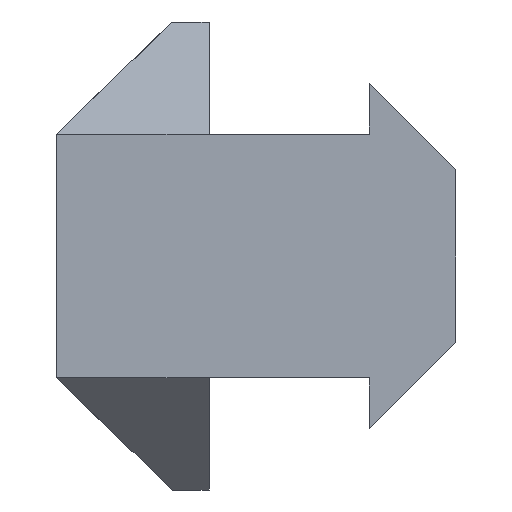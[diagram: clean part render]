
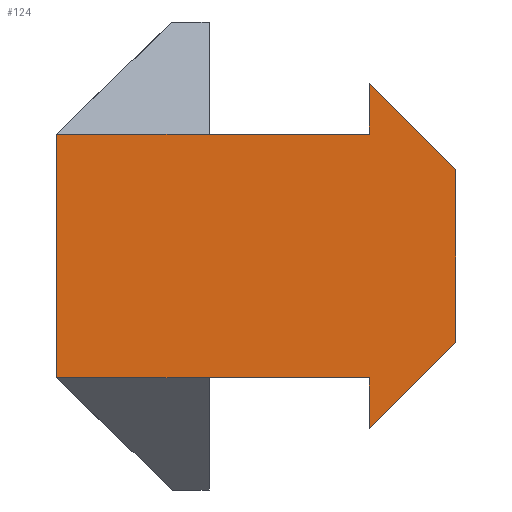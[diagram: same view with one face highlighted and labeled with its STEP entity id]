
A CAD part, left-side view. The second image highlights one B-rep face of the part: STEP entity #124.
In plain terms, the highlighted planar face has unit normal (-1, 0, 0).
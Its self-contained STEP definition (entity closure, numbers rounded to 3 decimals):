
#33 = VERTEX_POINT('',#34);
#34 = CARTESIAN_POINT('',(0.,-3.5,8.45));
#51 = VERTEX_POINT('',#52);
#52 = CARTESIAN_POINT('',(0.,-3.5,1.45));
#58 = EDGE_CURVE('',#33,#51,#59,.T.);
#59 = LINE('',#60,#61);
#60 = CARTESIAN_POINT('',(0.,-3.5,8.45));
#61 = VECTOR('',#62,1.);
#62 = DIRECTION('',(0.,0.,-1.));
#107 = VERTEX_POINT('',#108);
#108 = CARTESIAN_POINT('',(0.,0.,11.95));
#114 = EDGE_CURVE('',#33,#107,#115,.T.);
#115 = LINE('',#116,#117);
#116 = CARTESIAN_POINT('',(0.,-3.5,8.45));
#117 = VECTOR('',#118,1.);
#118 = DIRECTION('',(0.,0.707,0.707));
#124 = ADVANCED_FACE('',(#125),#191,.T.);
#125 = FACE_BOUND('',#126,.T.);
#126 = EDGE_LOOP('',(#127,#128,#136,#144,#152,#160,#168,#176,#184,#190)
  );
#127 = ORIENTED_EDGE('',*,*,#114,.T.);
#128 = ORIENTED_EDGE('',*,*,#129,.F.);
#129 = EDGE_CURVE('',#130,#107,#132,.T.);
#130 = VERTEX_POINT('',#131);
#131 = CARTESIAN_POINT('',(0.,0.,9.9));
#132 = LINE('',#133,#134);
#133 = CARTESIAN_POINT('',(0.,0.,9.9));
#134 = VECTOR('',#135,1.);
#135 = DIRECTION('',(0.,0.,1.));
#136 = ORIENTED_EDGE('',*,*,#137,.T.);
#137 = EDGE_CURVE('',#130,#138,#140,.T.);
#138 = VERTEX_POINT('',#139);
#139 = CARTESIAN_POINT('',(0.,6.5,9.9));
#140 = LINE('',#141,#142);
#141 = CARTESIAN_POINT('',(0.,0.,9.9));
#142 = VECTOR('',#143,1.);
#143 = DIRECTION('',(0.,1.,0.));
#144 = ORIENTED_EDGE('',*,*,#145,.T.);
#145 = EDGE_CURVE('',#138,#146,#148,.T.);
#146 = VERTEX_POINT('',#147);
#147 = CARTESIAN_POINT('',(0.,12.7,9.9));
#148 = LINE('',#149,#150);
#149 = CARTESIAN_POINT('',(0.,6.5,9.9));
#150 = VECTOR('',#151,1.);
#151 = DIRECTION('',(0.,1.,0.));
#152 = ORIENTED_EDGE('',*,*,#153,.T.);
#153 = EDGE_CURVE('',#146,#154,#156,.T.);
#154 = VERTEX_POINT('',#155);
#155 = CARTESIAN_POINT('',(0.,12.7,0.));
#156 = LINE('',#157,#158);
#157 = CARTESIAN_POINT('',(0.,12.7,9.9));
#158 = VECTOR('',#159,1.);
#159 = DIRECTION('',(0.,0.,-1.));
#160 = ORIENTED_EDGE('',*,*,#161,.F.);
#161 = EDGE_CURVE('',#162,#154,#164,.T.);
#162 = VERTEX_POINT('',#163);
#163 = CARTESIAN_POINT('',(0.,6.5,0.));
#164 = LINE('',#165,#166);
#165 = CARTESIAN_POINT('',(0.,6.5,0.));
#166 = VECTOR('',#167,1.);
#167 = DIRECTION('',(0.,1.,0.));
#168 = ORIENTED_EDGE('',*,*,#169,.F.);
#169 = EDGE_CURVE('',#170,#162,#172,.T.);
#170 = VERTEX_POINT('',#171);
#171 = CARTESIAN_POINT('',(0.,0.,0.));
#172 = LINE('',#173,#174);
#173 = CARTESIAN_POINT('',(0.,0.,0.));
#174 = VECTOR('',#175,1.);
#175 = DIRECTION('',(0.,1.,0.));
#176 = ORIENTED_EDGE('',*,*,#177,.F.);
#177 = EDGE_CURVE('',#178,#170,#180,.T.);
#178 = VERTEX_POINT('',#179);
#179 = CARTESIAN_POINT('',(0.,0.,-2.05));
#180 = LINE('',#181,#182);
#181 = CARTESIAN_POINT('',(0.,0.,-2.05));
#182 = VECTOR('',#183,1.);
#183 = DIRECTION('',(0.,0.,1.));
#184 = ORIENTED_EDGE('',*,*,#185,.F.);
#185 = EDGE_CURVE('',#51,#178,#186,.T.);
#186 = LINE('',#187,#188);
#187 = CARTESIAN_POINT('',(0.,-3.5,1.45));
#188 = VECTOR('',#189,1.);
#189 = DIRECTION('',(0.,0.707,-0.707));
#190 = ORIENTED_EDGE('',*,*,#58,.F.);
#191 = PLANE('',#192);
#192 = AXIS2_PLACEMENT_3D('',#193,#194,#195);
#193 = CARTESIAN_POINT('',(0.,4.355,4.95));
#194 = DIRECTION('',(-1.,0.,0.));
#195 = DIRECTION('',(0.,0.,-1.));
